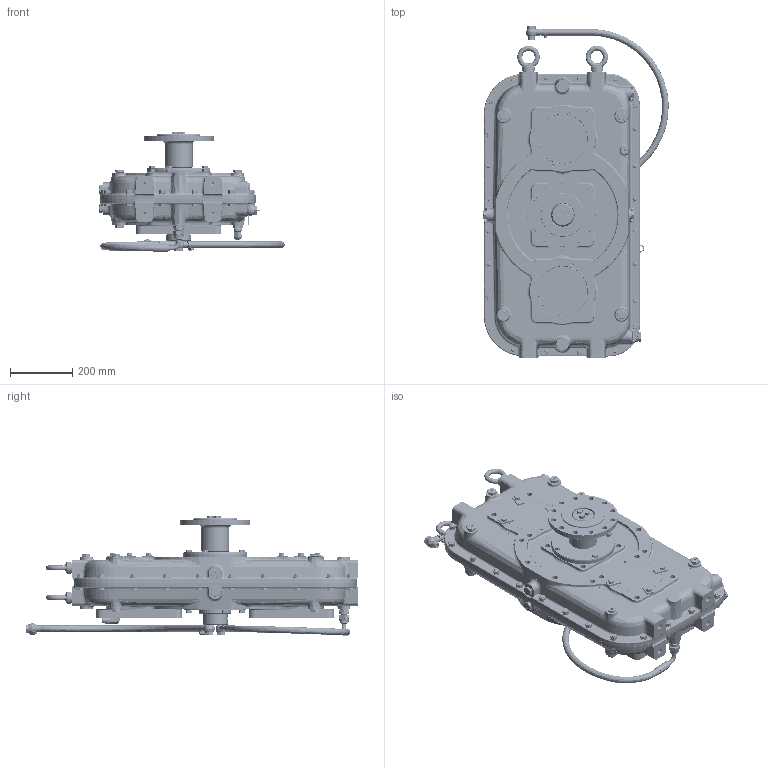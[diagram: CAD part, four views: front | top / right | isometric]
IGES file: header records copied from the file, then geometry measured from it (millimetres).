
Start section: SolidWorks IGES file using analytic representation for surfaces
Global section: file name: 1028877C.IGS; native system: SolidWorks 2007; preprocessor: SolidWorks 2007; author: piccagliad; date: 150427.145125; units: millimetre
Bounding box: 597.02 x 1069.2 x 386.2 mm (x, y, z)
Surface area: 4932468.8 mm2 (no closed solid volume)
Topology: 0 solids, 0 shells, 11203 faces, 163240 edges, 162990 vertices
Faces by surface type: bspline 6250, revolution 4953
